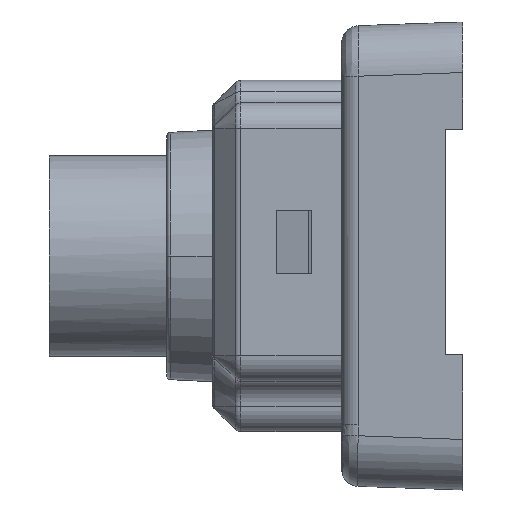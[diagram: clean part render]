
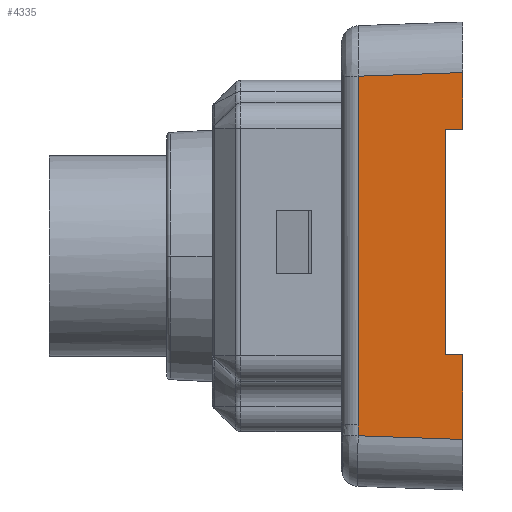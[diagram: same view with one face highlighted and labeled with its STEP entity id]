
A CAD part, left-side view. The second image highlights one B-rep face of the part: STEP entity #4335.
In plain terms, the highlighted face is planar.
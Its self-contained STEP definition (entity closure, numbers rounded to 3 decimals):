
#96 = PLANE ( 'NONE',  #9983 ) ;
#165 = CARTESIAN_POINT ( 'NONE',  ( -9.25, 12.95, -0.85 ) ) ;
#213 = VERTEX_POINT ( 'NONE', #3591 ) ;
#397 = EDGE_CURVE ( 'NONE', #901, #8681, #14203, .T. ) ;
#666 = CARTESIAN_POINT ( 'NONE',  ( -9.226, 12.95, -0.17 ) ) ;
#901 = VERTEX_POINT ( 'NONE', #12366 ) ;
#945 = VERTEX_POINT ( 'NONE', #5535 ) ;
#994 = EDGE_LOOP ( 'NONE', ( #1569, #13966, #7632, #13304, #1823, #5605, #4434, #14029, #11551 ) ) ;
#1569 = ORIENTED_EDGE ( 'NONE', *, *, #10286, .F. ) ;
#1681 = DIRECTION ( 'NONE',  ( 0.035, 0., 0.999 ) ) ;
#1823 = ORIENTED_EDGE ( 'NONE', *, *, #397, .T. ) ;
#2091 = DIRECTION ( 'NONE',  ( 0., 1., 0. ) ) ;
#2235 = CARTESIAN_POINT ( 'NONE',  ( -9.226, -0.2, -0.17 ) ) ;
#2241 = CARTESIAN_POINT ( 'NONE',  ( -9.226, 4.05, -0.17 ) ) ;
#2429 = VERTEX_POINT ( 'NONE', #666 ) ;
#2733 = CARTESIAN_POINT ( 'NONE',  ( -9.106, 15.869, 3.274 ) ) ;
#2785 = DIRECTION ( 'NONE',  ( 0., -1., 0. ) ) ;
#3206 = DIRECTION ( 'NONE',  ( 0., -1., 0. ) ) ;
#3423 = DIRECTION ( 'NONE',  ( 0., -1., 0. ) ) ;
#3529 = VECTOR ( 'NONE', #8758, 1000. ) ;
#3591 = CARTESIAN_POINT ( 'NONE',  ( -9.25, 16.301, -0.85 ) ) ;
#3593 = VERTEX_POINT ( 'NONE', #5363 ) ;
#3922 = EDGE_CURVE ( 'NONE', #8681, #213, #9822, .T. ) ;
#4335 = ADVANCED_FACE ( 'NONE', ( #11655 ), #96, .T. ) ;
#4434 = ORIENTED_EDGE ( 'NONE', *, *, #8238, .T. ) ;
#4673 = CARTESIAN_POINT ( 'NONE',  ( -9.25, -0.2, -0.85 ) ) ;
#4691 = CARTESIAN_POINT ( 'NONE',  ( -9.25, -0.2, -0.85 ) ) ;
#4847 = CARTESIAN_POINT ( 'NONE',  ( -9.106, 16.157, 3.286 ) ) ;
#5069 = EDGE_CURVE ( 'NONE', #945, #901, #5154, .T. ) ;
#5154 = LINE ( 'NONE', #7787, #5703 ) ;
#5166 = VERTEX_POINT ( 'NONE', #2241 ) ;
#5196 = CARTESIAN_POINT ( 'NONE',  ( -9.25, 1.799, -0.85 ) ) ;
#5310 = CARTESIAN_POINT ( 'NONE',  ( -9.23, 16.281, -0.275 ) ) ;
#5363 = CARTESIAN_POINT ( 'NONE',  ( -9.25, 12.95, -0.85 ) ) ;
#5535 = CARTESIAN_POINT ( 'NONE',  ( -9.106, 1.943, 3.274 ) ) ;
#5605 = ORIENTED_EDGE ( 'NONE', *, *, #3922, .T. ) ;
#5703 = VECTOR ( 'NONE', #2091, 1000. ) ;
#5798 = DIRECTION ( 'NONE',  ( -0.999, 0., 0.035 ) ) ;
#5883 = LINE ( 'NONE', #4691, #13862 ) ;
#6074 = CARTESIAN_POINT ( 'NONE',  ( -9.106, 16.157, 3.286 ) ) ;
#6109 = EDGE_CURVE ( 'NONE', #6734, #945, #9512, .T. ) ;
#6121 = VERTEX_POINT ( 'NONE', #11844 ) ;
#6269 = DIRECTION ( 'NONE',  ( 0.035, 0.035, 0.999 ) ) ;
#6734 = VERTEX_POINT ( 'NONE', #5196 ) ;
#6995 = EDGE_CURVE ( 'NONE', #3593, #2429, #10456, .T. ) ;
#7018 = CARTESIAN_POINT ( 'NONE',  ( -9.106, 15.726, 3.274 ) ) ;
#7371 = LINE ( 'NONE', #8497, #12240 ) ;
#7574 = VECTOR ( 'NONE', #6269, 1000. ) ;
#7632 = ORIENTED_EDGE ( 'NONE', *, *, #6109, .T. ) ;
#7638 = VECTOR ( 'NONE', #9340, 1000. ) ;
#7787 = CARTESIAN_POINT ( 'NONE',  ( -9.106, 16.134, 3.274 ) ) ;
#8238 = EDGE_CURVE ( 'NONE', #213, #3593, #14289, .T. ) ;
#8267 = DIRECTION ( 'NONE',  ( 0.035, 0., 0.999 ) ) ;
#8497 = CARTESIAN_POINT ( 'NONE',  ( -9.25, 4.05, -0.85 ) ) ;
#8681 = VERTEX_POINT ( 'NONE', #6074 ) ;
#8758 = DIRECTION ( 'NONE',  ( -0.035, 0.035, -0.999 ) ) ;
#9145 = LINE ( 'NONE', #2235, #9829 ) ;
#9340 = DIRECTION ( 'NONE',  ( 0.035, 0., 0.999 ) ) ;
#9512 = LINE ( 'NONE', #9664, #7574 ) ;
#9664 = CARTESIAN_POINT ( 'NONE',  ( -9.252, 1.796, -0.92 ) ) ;
#9822 = LINE ( 'NONE', #5310, #3529 ) ;
#9829 = VECTOR ( 'NONE', #3206, 1000. ) ;
#9983 = AXIS2_PLACEMENT_3D ( 'NONE', #4673, #5798, #8267 ) ;
#10081 = EDGE_CURVE ( 'NONE', #2429, #5166, #9145, .T. ) ;
#10286 = EDGE_CURVE ( 'NONE', #6121, #5166, #7371, .T. ) ;
#10456 = LINE ( 'NONE', #165, #7638 ) ;
#10626 = VECTOR ( 'NONE', #2785, 1000. ) ;
#11551 = ORIENTED_EDGE ( 'NONE', *, *, #10081, .T. ) ;
#11599 = EDGE_CURVE ( 'NONE', #6121, #6734, #5883, .T. ) ;
#11655 = FACE_OUTER_BOUND ( 'NONE', #994, .T. ) ;
#11844 = CARTESIAN_POINT ( 'NONE',  ( -9.25, 4.05, -0.85 ) ) ;
#12240 = VECTOR ( 'NONE', #1681, 1000. ) ;
#12366 = CARTESIAN_POINT ( 'NONE',  ( -9.106, 15.726, 3.274 ) ) ;
#12740 = CARTESIAN_POINT ( 'NONE',  ( -9.106, 16.013, 3.283 ) ) ;
#12943 = CARTESIAN_POINT ( 'NONE',  ( -9.25, -0.2, -0.85 ) ) ;
#13304 = ORIENTED_EDGE ( 'NONE', *, *, #5069, .T. ) ;
#13862 = VECTOR ( 'NONE', #3423, 1000. ) ;
#13966 = ORIENTED_EDGE ( 'NONE', *, *, #11599, .T. ) ;
#14029 = ORIENTED_EDGE ( 'NONE', *, *, #6995, .T. ) ;
#14203 = B_SPLINE_CURVE_WITH_KNOTS ( 'NONE', 3,
 ( #7018, #2733, #12740, #4847 ),
 .UNSPECIFIED., .F., .F.,
 ( 4, 4 ),
 ( 0., 0. ),
 .UNSPECIFIED. ) ;
#14289 = LINE ( 'NONE', #12943, #10626 ) ;
